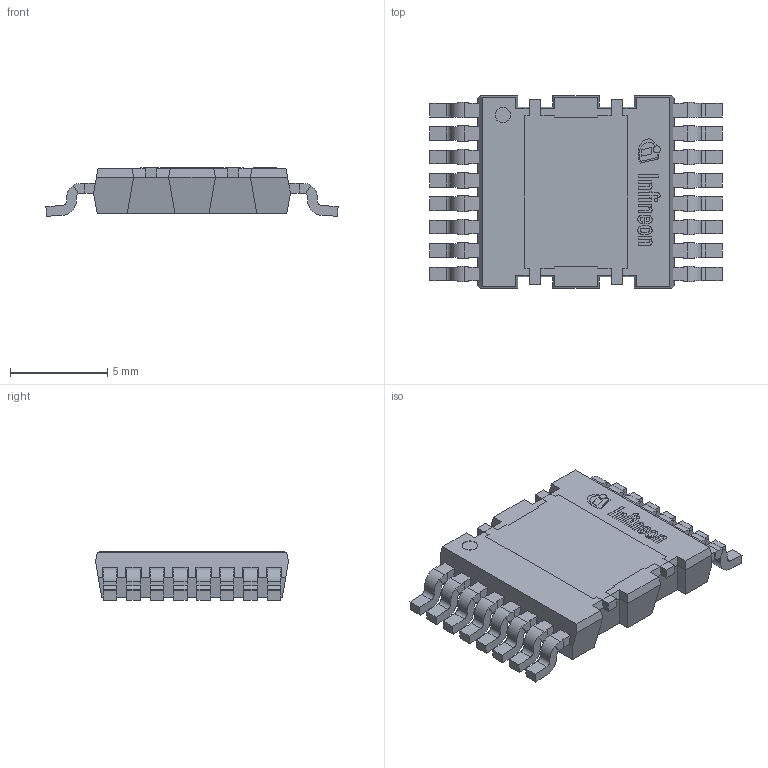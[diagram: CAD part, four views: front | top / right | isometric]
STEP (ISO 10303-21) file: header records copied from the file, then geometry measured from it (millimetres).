
FILE_DESCRIPTION(/* description */ (''),/* implementation_level */ '2;1');
FILE_NAME(/* name */ 'PG-HDSOP-16-9_Z8B00250845_V02_3D.stp',/* time_stamp */ '2024-12-05T15:34:49+05:30',/* author */ ('sivamani'),/* organization */ (''),/* preprocessor_version */ 'ST-DEVELOPER v19.2',/* originating_system */ 'AutoCAD Mechanical',/* authorisation */ '');
FILE_SCHEMA (('AUTOMOTIVE_DESIGN { 1 0 10303 214 3 1 1 }'));
Length unit declared in the file: millimetre
Products named in the file (1): Product
Bounding box: 15 x 9.9 x 2.5 mm (x, y, z)
Volume: 249.3 mm3; surface area: 522.7 mm2
Topology: 31 solids, 31 shells, 545 faces, 1426 edges, 945 vertices
Faces by surface type: plane 455, cylinder 71, bspline 18, torus 1
Full cylindrical faces by diameter (mm): 0.173 x1, 0.355 x1, 0.8 x2, 3 x1
Entity records: 16835 total; most frequent: CARTESIAN_POINT 3287, ORIENTED_EDGE 2852, DIRECTION 2654, EDGE_CURVE 1426, LINE 1182, VECTOR 1182, VERTEX_POINT 945, AXIS2_PLACEMENT_3D 736
